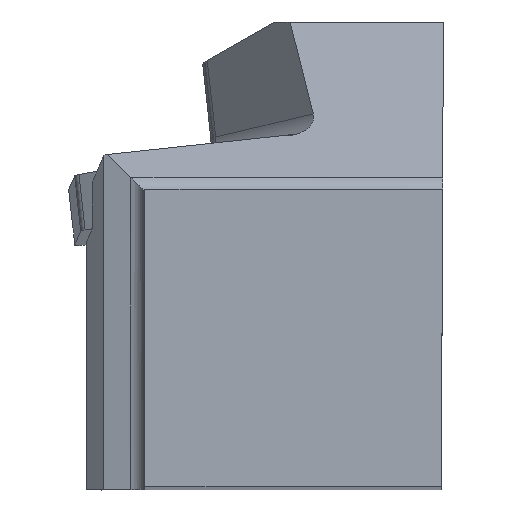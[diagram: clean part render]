
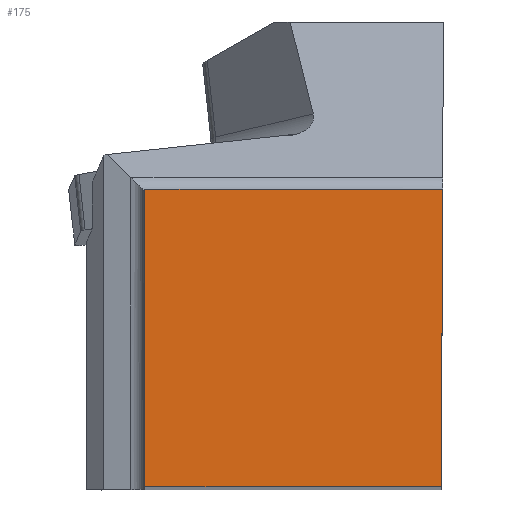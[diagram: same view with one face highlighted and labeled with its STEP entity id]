
A CAD part, top view. The second image highlights one B-rep face of the part: STEP entity #175.
In plain terms, the highlighted planar face has unit normal (0, 0, 1).
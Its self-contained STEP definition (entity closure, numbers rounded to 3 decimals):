
#135=FACE_OUTER_BOUND('',#411,.T.);
#175=ADVANCED_FACE('SHANK_FACE_BACK',(#135),#211,.F.);
#211=PLANE('',#947);
#268=LINE('',#1418,#345);
#273=LINE('',#1428,#350);
#281=LINE('',#1451,#358);
#282=LINE('',#1453,#359);
#345=VECTOR('',#1100,1.);
#350=VECTOR('',#1109,1.);
#358=VECTOR('',#1135,1.);
#359=VECTOR('',#1136,1.);
#411=EDGE_LOOP('',(#563,#564,#565,#566));
#563=ORIENTED_EDGE('',*,*,#792,.F.);
#564=ORIENTED_EDGE('',*,*,#780,.T.);
#565=ORIENTED_EDGE('',*,*,#775,.T.);
#566=ORIENTED_EDGE('',*,*,#793,.F.);
#691=VERTEX_POINT('',#1417);
#692=VERTEX_POINT('',#1419);
#695=VERTEX_POINT('',#1429);
#701=VERTEX_POINT('',#1452);
#775=EDGE_CURVE('',#692,#691,#268,.T.);
#780=EDGE_CURVE('',#695,#692,#273,.T.);
#792=EDGE_CURVE('',#695,#701,#281,.T.);
#793=EDGE_CURVE('',#701,#691,#282,.T.);
#947=AXIS2_PLACEMENT_3D('',#1454,#1137,#1138);
#1100=DIRECTION('',(0.004,1.,0.));
#1109=DIRECTION('',(1.,0.,0.));
#1135=DIRECTION('',(0.,1.,0.));
#1136=DIRECTION('',(1.,0.,0.));
#1137=DIRECTION('',(0.,0.,-1.));
#1138=DIRECTION('',(-0.994,-0.111,0.));
#1417=CARTESIAN_POINT('',(0.,25.273,0.));
#1418=CARTESIAN_POINT('',(-0.817,-161.965,0.));
#1419=CARTESIAN_POINT('',(-0.11,0.,0.));
#1428=CARTESIAN_POINT('',(-34.761,0.,0.));
#1429=CARTESIAN_POINT('',(-25.273,0.,0.));
#1451=CARTESIAN_POINT('',(-25.273,-6.764,0.));
#1452=CARTESIAN_POINT('',(-25.273,25.273,0.));
#1453=CARTESIAN_POINT('',(-34.761,25.273,0.));
#1454=CARTESIAN_POINT('',(0.,0.,0.));
